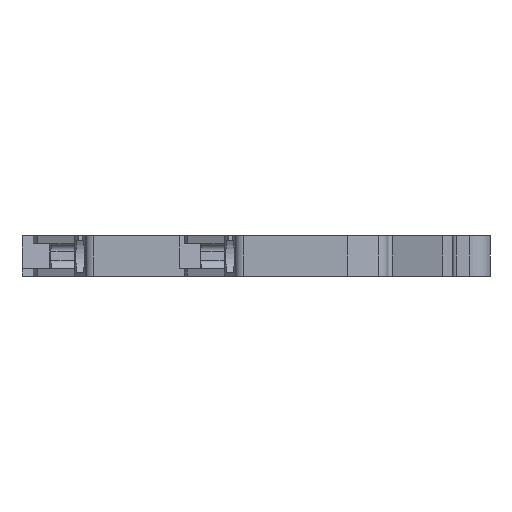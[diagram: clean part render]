
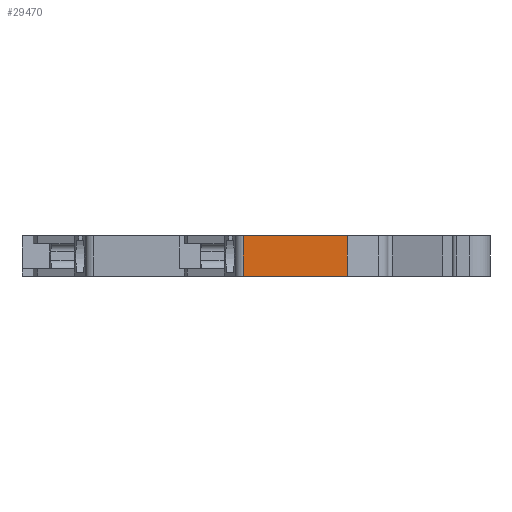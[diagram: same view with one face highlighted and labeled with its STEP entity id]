
A CAD part, left-side view. The second image highlights one B-rep face of the part: STEP entity #29470.
In plain terms, the highlighted planar face has unit normal (-1, 0, 0).
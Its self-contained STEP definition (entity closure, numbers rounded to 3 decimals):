
#29080=CARTESIAN_POINT('',(-28.251,9.021,
-5.264));
#29090=DIRECTION('',(-1.,0.,0.));
#29100=DIRECTION('',(0.,1.,0.));
#29110=AXIS2_PLACEMENT_3D('',#29080,#29090,#29100);
#29120=PLANE('',#29110);
#29130=CARTESIAN_POINT('',(-28.251,11.842,0.));
#29140=DIRECTION('',(0.,0.,1.));
#29150=VECTOR('',#29140,1.);
#29160=LINE('',#29130,#29150);
#29170=CARTESIAN_POINT('',(-28.251,11.842,
-4.56));
#29180=VERTEX_POINT('',#29170);
#29190=CARTESIAN_POINT('',(-28.251,11.842,0.5));
#29200=VERTEX_POINT('',#29190);
#29210=EDGE_CURVE('',#29180,#29200,#29160,.T.);
#29220=ORIENTED_EDGE('',*,*,#29210,.T.);
#29230=CARTESIAN_POINT('',(-28.251,0.,-4.56));
#29240=DIRECTION('',(0.,1.,0.));
#29250=VECTOR('',#29240,1.);
#29260=LINE('',#29230,#29250);
#29270=CARTESIAN_POINT('',(-28.251,24.749,
-4.56));
#29280=VERTEX_POINT('',#29270);
#29290=EDGE_CURVE('',#29180,#29280,#29260,.T.);
#29300=ORIENTED_EDGE('',*,*,#29290,.F.);
#29310=CARTESIAN_POINT('',(-28.251,24.749,0.));
#29320=DIRECTION('',(0.,0.,-1.));
#29330=VECTOR('',#29320,1.);
#29340=LINE('',#29310,#29330);
#29350=CARTESIAN_POINT('',(-28.251,24.749,0.5));
#29360=VERTEX_POINT('',#29350);
#29370=EDGE_CURVE('',#29360,#29280,#29340,.T.);
#29380=ORIENTED_EDGE('',*,*,#29370,.T.);
#29390=CARTESIAN_POINT('',(-28.251,0.,0.5));
#29400=DIRECTION('',(0.,-1.,0.));
#29410=VECTOR('',#29400,1.);
#29420=LINE('',#29390,#29410);
#29430=EDGE_CURVE('',#29360,#29200,#29420,.T.);
#29440=ORIENTED_EDGE('',*,*,#29430,.F.);
#29450=EDGE_LOOP('',(#29440,#29380,#29300,#29220));
#29460=FACE_OUTER_BOUND('',#29450,.T.);
#29470=ADVANCED_FACE('',(#29460),#29120,.T.);
